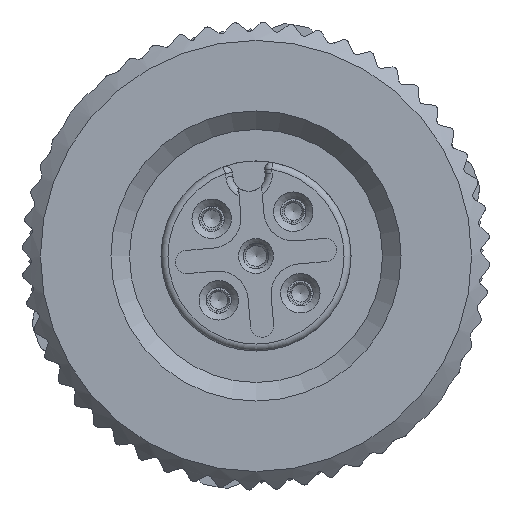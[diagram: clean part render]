
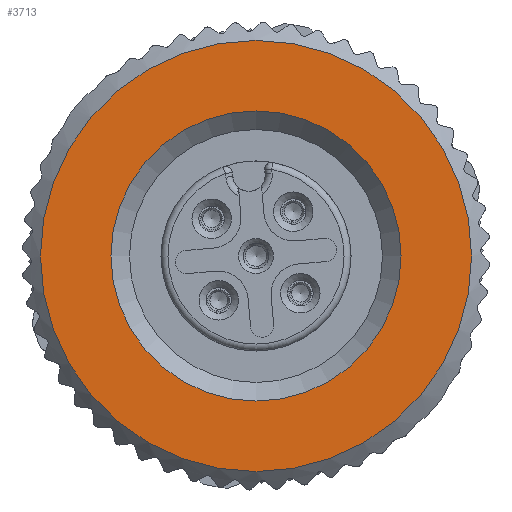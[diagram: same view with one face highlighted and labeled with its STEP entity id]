
A CAD part, left-side view. The second image highlights one B-rep face of the part: STEP entity #3713.
In plain terms, the highlighted planar face has unit normal (-1, 0, 0).
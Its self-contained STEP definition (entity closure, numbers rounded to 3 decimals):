
#3713=ADVANCED_FACE('',(#4456,#4457),#4263,.T.);
#4263=PLANE('',#13419);
#4456=FACE_BOUND('',#4889,.T.);
#4457=FACE_BOUND('',#4890,.T.);
#4889=EDGE_LOOP('',(#7651));
#4890=EDGE_LOOP('',(#7652));
#7651=ORIENTED_EDGE('',*,*,#11765,.T.);
#7652=ORIENTED_EDGE('',*,*,#11531,.T.);
#9927=VERTEX_POINT('',#22137);
#10145=VERTEX_POINT('',#22643);
#11531=EDGE_CURVE('',#9927,#9927,#12491,.T.);
#11765=EDGE_CURVE('',#10145,#10145,#12599,.T.);
#12491=CIRCLE('',#13292,9.3);
#12599=CIRCLE('',#13418,6.259);
#13292=AXIS2_PLACEMENT_3D('',#22136,#15573,#15574);
#13418=AXIS2_PLACEMENT_3D('',#22642,#15939,#15940);
#13419=AXIS2_PLACEMENT_3D('',#22644,#15941,#15942);
#15573=DIRECTION('',(-1.,0.,0.));
#15574=DIRECTION('',(0.,-0.766,-0.643));
#15939=DIRECTION('',(1.,0.,0.));
#15940=DIRECTION('',(0.,-0.766,-0.643));
#15941=DIRECTION('',(-1.,0.,0.));
#15942=DIRECTION('',(0.,0.766,0.643));
#22136=CARTESIAN_POINT('',(-13.35,0.492,-0.197));
#22137=CARTESIAN_POINT('',(-13.35,-6.632,-6.175));
#22642=CARTESIAN_POINT('',(-13.35,0.492,-0.197));
#22643=CARTESIAN_POINT('',(-13.35,-4.302,-4.22));
#22644=CARTESIAN_POINT('',(-13.35,0.492,-0.197));
